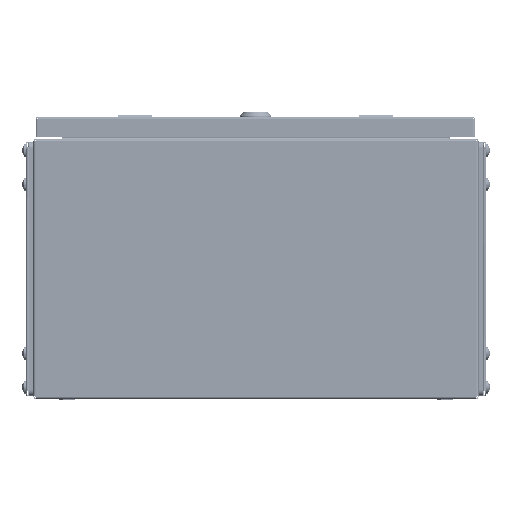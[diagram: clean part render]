
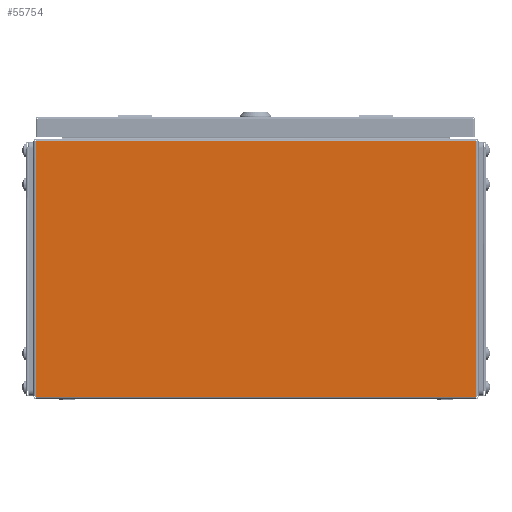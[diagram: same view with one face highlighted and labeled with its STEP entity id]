
A CAD part, left-side view. The second image highlights one B-rep face of the part: STEP entity #55754.
In plain terms, the highlighted planar face has unit normal (-1, 0, 0).
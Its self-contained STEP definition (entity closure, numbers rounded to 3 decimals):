
#1482 = FACE_OUTER_BOUND ( 'NONE', #43262, .T. ) ;
#2511 = VERTEX_POINT ( 'NONE', #21430 ) ;
#6321 = EDGE_CURVE ( 'NONE', #12950, #33635, #52484, .T. ) ;
#7094 = PLANE ( 'NONE',  #32972 ) ;
#7948 = CARTESIAN_POINT ( 'NONE',  ( -150., 0., 0. ) ) ;
#10092 = CARTESIAN_POINT ( 'NONE',  ( -150., 195.5, 1. ) ) ;
#10545 = LINE ( 'NONE', #24243, #68464 ) ;
#10901 = CARTESIAN_POINT ( 'NONE',  ( -150., -195.5, 227.5 ) ) ;
#12950 = VERTEX_POINT ( 'NONE', #48150 ) ;
#15664 = EDGE_CURVE ( 'NONE', #12950, #2511, #10545, .T. ) ;
#18277 = ORIENTED_EDGE ( 'NONE', *, *, #6321, .F. ) ;
#21430 = CARTESIAN_POINT ( 'NONE',  ( -150., -195.5, 227.5 ) ) ;
#22343 = VERTEX_POINT ( 'NONE', #76348 ) ;
#24243 = CARTESIAN_POINT ( 'NONE',  ( -150., -195.5, 0. ) ) ;
#30136 = EDGE_CURVE ( 'NONE', #22343, #33635, #84813, .T. ) ;
#32701 = CARTESIAN_POINT ( 'NONE',  ( -150., 195.5, 1. ) ) ;
#32972 = AXIS2_PLACEMENT_3D ( 'NONE', #7948, #34151, #45357 ) ;
#33180 = DIRECTION ( 'NONE',  ( 0., 0., -1. ) ) ;
#33635 = VERTEX_POINT ( 'NONE', #10092 ) ;
#34151 = DIRECTION ( 'NONE',  ( 1., 0., 0. ) ) ;
#42731 = DIRECTION ( 'NONE',  ( 0., 1., 0. ) ) ;
#43262 = EDGE_LOOP ( 'NONE', ( #78200, #45146, #18277, #72486 ) ) ;
#45146 = ORIENTED_EDGE ( 'NONE', *, *, #30136, .T. ) ;
#45357 = DIRECTION ( 'NONE',  ( 0., 0., -1. ) ) ;
#48150 = CARTESIAN_POINT ( 'NONE',  ( -150., -195.5, 1. ) ) ;
#52484 = LINE ( 'NONE', #32701, #71245 ) ;
#52533 = CARTESIAN_POINT ( 'NONE',  ( -150., 195.5, 0. ) ) ;
#55754 = ADVANCED_FACE ( 'NONE', ( #1482 ), #7094, .F. ) ;
#56534 = DIRECTION ( 'NONE',  ( 0., 0., 1. ) ) ;
#58925 = DIRECTION ( 'NONE',  ( 0., 1., 0. ) ) ;
#60054 = VECTOR ( 'NONE', #42731, 1000. ) ;
#63730 = LINE ( 'NONE', #10901, #60054 ) ;
#65517 = EDGE_CURVE ( 'NONE', #2511, #22343, #63730, .T. ) ;
#68464 = VECTOR ( 'NONE', #56534, 1000. ) ;
#71245 = VECTOR ( 'NONE', #58925, 1000. ) ;
#72486 = ORIENTED_EDGE ( 'NONE', *, *, #15664, .T. ) ;
#76348 = CARTESIAN_POINT ( 'NONE',  ( -150., 195.5, 227.5 ) ) ;
#78200 = ORIENTED_EDGE ( 'NONE', *, *, #65517, .T. ) ;
#80450 = VECTOR ( 'NONE', #33180, 1000. ) ;
#84813 = LINE ( 'NONE', #52533, #80450 ) ;
